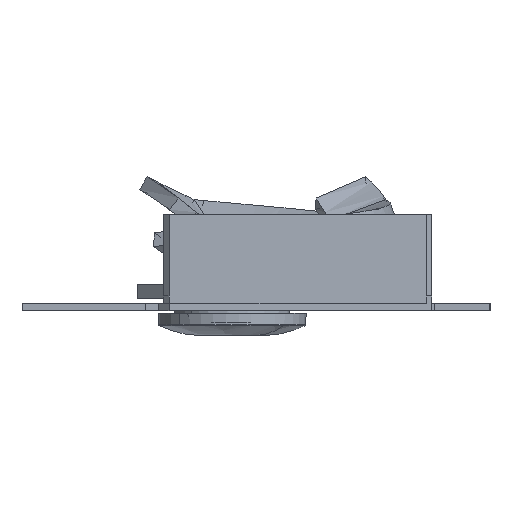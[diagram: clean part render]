
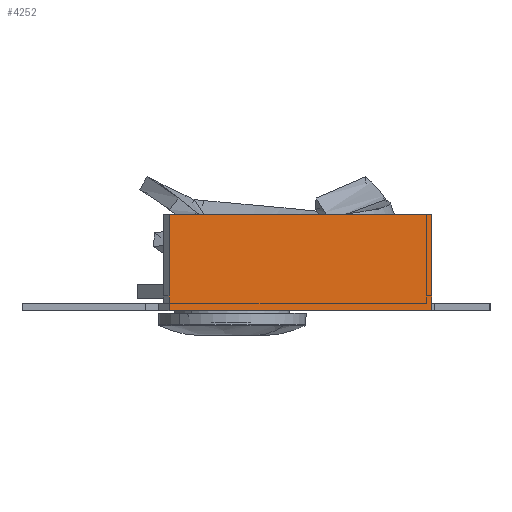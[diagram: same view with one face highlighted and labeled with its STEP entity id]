
A CAD part, left-side view. The second image highlights one B-rep face of the part: STEP entity #4252.
In plain terms, the highlighted planar face has unit normal (-0.707, -0.707, 0).
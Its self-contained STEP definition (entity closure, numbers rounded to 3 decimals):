
#14 = VECTOR ( 'NONE', #4972, 1000. ) ;
#147 = LINE ( 'NONE', #3277, #2503 ) ;
#184 = DIRECTION ( 'NONE',  ( 0.707, -0.707, 0. ) ) ;
#259 = ORIENTED_EDGE ( 'NONE', *, *, #4773, .F. ) ;
#281 = VERTEX_POINT ( 'NONE', #894 ) ;
#340 = ORIENTED_EDGE ( 'NONE', *, *, #569, .T. ) ;
#423 = VERTEX_POINT ( 'NONE', #1269 ) ;
#569 = EDGE_CURVE ( 'NONE', #4451, #4977, #4246, .T. ) ;
#829 = AXIS2_PLACEMENT_3D ( 'NONE', #2309, #4242, #184 ) ;
#894 = CARTESIAN_POINT ( 'NONE',  ( -255.432, 7.854, -1. ) ) ;
#1269 = CARTESIAN_POINT ( 'NONE',  ( -255.432, 7.854, 1. ) ) ;
#1350 = CARTESIAN_POINT ( 'NONE',  ( -290.787, 43.209, 12. ) ) ;
#1358 = LINE ( 'NONE', #3658, #3252 ) ;
#1424 = VERTEX_POINT ( 'NONE', #4735 ) ;
#1429 = VERTEX_POINT ( 'NONE', #4326 ) ;
#1625 = ORIENTED_EDGE ( 'NONE', *, *, #5043, .F. ) ;
#1710 = CARTESIAN_POINT ( 'NONE',  ( -255.432, 7.854, 12. ) ) ;
#1807 = LINE ( 'NONE', #2164, #14 ) ;
#1835 = LINE ( 'NONE', #1350, #2540 ) ;
#2114 = DIRECTION ( 'NONE',  ( 0., 0., -1. ) ) ;
#2164 = CARTESIAN_POINT ( 'NONE',  ( -255.432, 7.854, 0. ) ) ;
#2177 = CARTESIAN_POINT ( 'NONE',  ( -290.787, 43.209, -1. ) ) ;
#2309 = CARTESIAN_POINT ( 'NONE',  ( -255.432, 7.854, 12. ) ) ;
#2484 = DIRECTION ( 'NONE',  ( 0.707, -0.707, 0. ) ) ;
#2503 = VECTOR ( 'NONE', #3328, 1000. ) ;
#2540 = VECTOR ( 'NONE', #2586, 1000. ) ;
#2586 = DIRECTION ( 'NONE',  ( 0., 0., 1. ) ) ;
#2623 = PLANE ( 'NONE',  #829 ) ;
#2671 = FACE_OUTER_BOUND ( 'NONE', #4572, .T. ) ;
#3096 = ORIENTED_EDGE ( 'NONE', *, *, #3336, .F. ) ;
#3132 = VECTOR ( 'NONE', #4433, 1000. ) ;
#3252 = VECTOR ( 'NONE', #2484, 1000. ) ;
#3277 = CARTESIAN_POINT ( 'NONE',  ( -255.432, 7.854, 12. ) ) ;
#3328 = DIRECTION ( 'NONE',  ( 0.707, -0.707, 0. ) ) ;
#3336 = EDGE_CURVE ( 'NONE', #423, #281, #4600, .T. ) ;
#3449 = ORIENTED_EDGE ( 'NONE', *, *, #3570, .F. ) ;
#3570 = EDGE_CURVE ( 'NONE', #4451, #1424, #1835, .T. ) ;
#3658 = CARTESIAN_POINT ( 'NONE',  ( -269.36, 21.781, -1. ) ) ;
#4001 = CARTESIAN_POINT ( 'NONE',  ( -290.787, 43.209, 1. ) ) ;
#4242 = DIRECTION ( 'NONE',  ( 0.707, 0.707, 0. ) ) ;
#4246 = LINE ( 'NONE', #4001, #3132 ) ;
#4252 = ADVANCED_FACE ( 'NONE', ( #2671 ), #2623, .F. ) ;
#4326 = CARTESIAN_POINT ( 'NONE',  ( -255.432, 7.854, 12. ) ) ;
#4347 = ORIENTED_EDGE ( 'NONE', *, *, #4617, .T. ) ;
#4430 = CARTESIAN_POINT ( 'NONE',  ( -290.787, 43.209, 1. ) ) ;
#4433 = DIRECTION ( 'NONE',  ( 0., 0., -1. ) ) ;
#4451 = VERTEX_POINT ( 'NONE', #4430 ) ;
#4473 = VECTOR ( 'NONE', #2114, 1000. ) ;
#4572 = EDGE_LOOP ( 'NONE', ( #3449, #340, #4347, #3096, #1625, #259 ) ) ;
#4600 = LINE ( 'NONE', #1710, #4473 ) ;
#4617 = EDGE_CURVE ( 'NONE', #4977, #281, #1358, .T. ) ;
#4735 = CARTESIAN_POINT ( 'NONE',  ( -290.787, 43.209, 12. ) ) ;
#4773 = EDGE_CURVE ( 'NONE', #1424, #1429, #147, .T. ) ;
#4972 = DIRECTION ( 'NONE',  ( 0., 0., -1. ) ) ;
#4977 = VERTEX_POINT ( 'NONE', #2177 ) ;
#5043 = EDGE_CURVE ( 'NONE', #1429, #423, #1807, .T. ) ;
